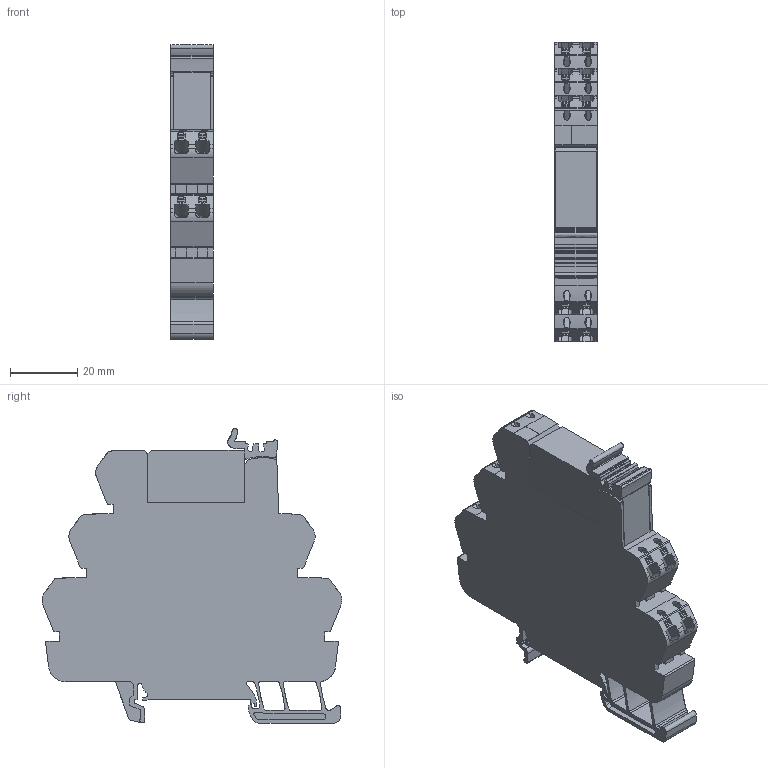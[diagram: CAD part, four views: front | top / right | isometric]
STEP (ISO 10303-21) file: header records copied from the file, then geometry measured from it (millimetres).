
FILE_DESCRIPTION(('CATIA V5 STEP Exchange','CAx-IF Rec.Pracs.--- Model Styling and Organization---1.4--- 2014-01-23'),'2;1');
FILE_NAME ('D1364182_1', '2019-02-20T14:10:16+00:00', ('none'), ('Weidmueller'), 'CATIA Version 5-6 Release 2016 SP3 HF44', 'CATIA V5 STEP AP214', 'none');
FILE_SCHEMA(('AUTOMOTIVE_DESIGN { 1 0 10303 214 1 1 1 1 }'));
Length unit declared in the file: millimetre
Products named in the file (1): 2618440000
Bounding box: 12.8 x 89.37 x 87.83 mm (x, y, z)
Volume: 65478.9 mm3; surface area: 23728.8 mm2
Topology: 22 solids, 22 shells, 1250 faces, 3581 edges, 2403 vertices
Faces by surface type: plane 817, cylinder 295, extrusion 138
Entity records: 43132 total; most frequent: CARTESIAN_POINT 10226, ORIENTED_EDGE 7162, DIRECTION 5356, EDGE_CURVE 3581, VECTOR 2765, LINE 2627, VERTEX_POINT 2403, AXIS2_PLACEMENT_3D 1567
